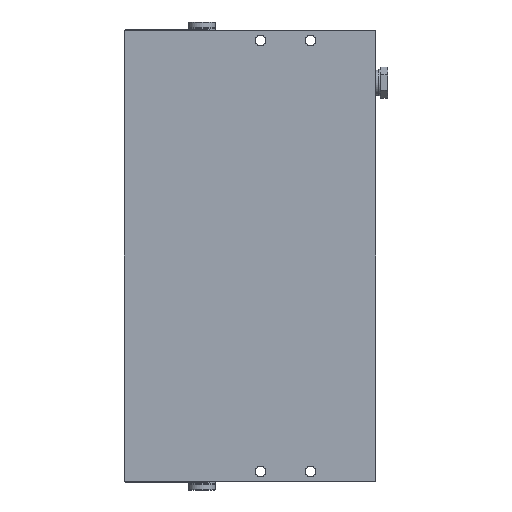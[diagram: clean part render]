
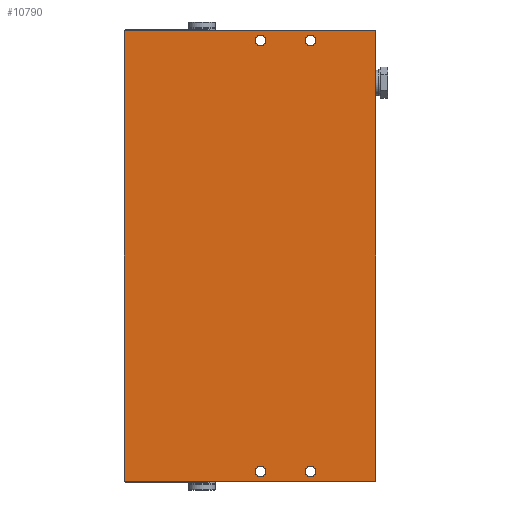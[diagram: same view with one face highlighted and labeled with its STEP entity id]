
A CAD part, front view. The second image highlights one B-rep face of the part: STEP entity #10790.
In plain terms, the highlighted planar face has unit normal (0, -1, 0).
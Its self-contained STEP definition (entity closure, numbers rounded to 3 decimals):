
#749=CIRCLE('',#11842,2.75);
#750=CIRCLE('',#11843,2.75);
#751=CIRCLE('',#11844,2.75);
#752=CIRCLE('',#11845,2.75);
#1588=ORIENTED_EDGE('',*,*,#4333,.T.);
#1589=ORIENTED_EDGE('',*,*,#4334,.T.);
#1590=ORIENTED_EDGE('',*,*,#4335,.T.);
#1591=ORIENTED_EDGE('',*,*,#4336,.T.);
#1592=ORIENTED_EDGE('',*,*,#4337,.T.);
#1593=ORIENTED_EDGE('',*,*,#4338,.F.);
#1594=ORIENTED_EDGE('',*,*,#4236,.F.);
#1595=ORIENTED_EDGE('',*,*,#3885,.T.);
#3885=EDGE_CURVE('',#5260,#5259,#6357,.T.);
#4236=EDGE_CURVE('',#5260,#5609,#6520,.T.);
#4333=EDGE_CURVE('',#5705,#5705,#749,.T.);
#4334=EDGE_CURVE('',#5706,#5706,#750,.T.);
#4335=EDGE_CURVE('',#5707,#5707,#751,.T.);
#4336=EDGE_CURVE('',#5708,#5708,#752,.T.);
#4337=EDGE_CURVE('',#5259,#5709,#6562,.T.);
#4338=EDGE_CURVE('',#5609,#5709,#6563,.T.);
#5259=VERTEX_POINT('',#16506);
#5260=VERTEX_POINT('',#16508);
#5609=VERTEX_POINT('',#17210);
#5705=VERTEX_POINT('',#17407);
#5706=VERTEX_POINT('',#17409);
#5707=VERTEX_POINT('',#17411);
#5708=VERTEX_POINT('',#17413);
#5709=VERTEX_POINT('',#17415);
#6357=LINE('',#16507,#7053);
#6520=LINE('',#17209,#7216);
#6562=LINE('',#17414,#7258);
#6563=LINE('',#17416,#7259);
#7053=VECTOR('',#13001,1000.);
#7216=VECTOR('',#13544,1000.);
#7258=VECTOR('',#13712,1000.);
#7259=VECTOR('',#13713,1000.);
#7955=EDGE_LOOP('',(#1588));
#7956=EDGE_LOOP('',(#1589));
#7957=EDGE_LOOP('',(#1590));
#7958=EDGE_LOOP('',(#1591));
#7959=EDGE_LOOP('',(#1592,#1593,#1594,#1595));
#9273=FACE_BOUND('',#7955,.T.);
#9274=FACE_BOUND('',#7956,.T.);
#9275=FACE_BOUND('',#7957,.T.);
#9276=FACE_BOUND('',#7958,.T.);
#9277=FACE_BOUND('',#7959,.T.);
#10414=PLANE('',#11841);
#10790=ADVANCED_FACE('',(#9273,#9274,#9275,#9276,#9277),#10414,.F.);
#11841=AXIS2_PLACEMENT_3D('',#17405,#13702,#13703);
#11842=AXIS2_PLACEMENT_3D('',#17406,#13704,#13705);
#11843=AXIS2_PLACEMENT_3D('',#17408,#13706,#13707);
#11844=AXIS2_PLACEMENT_3D('',#17410,#13708,#13709);
#11845=AXIS2_PLACEMENT_3D('',#17412,#13710,#13711);
#13001=DIRECTION('',(0.,0.,-1.));
#13544=DIRECTION('',(1.,0.,0.));
#13702=DIRECTION('',(0.,1.,0.));
#13703=DIRECTION('',(0.,0.,1.));
#13704=DIRECTION('',(0.,1.,0.));
#13705=DIRECTION('',(0.,0.,1.));
#13706=DIRECTION('',(0.,1.,0.));
#13707=DIRECTION('',(0.,0.,1.));
#13708=DIRECTION('',(0.,1.,0.));
#13709=DIRECTION('',(0.,0.,1.));
#13710=DIRECTION('',(0.,1.,0.));
#13711=DIRECTION('',(0.,0.,1.));
#13712=DIRECTION('',(1.,0.,0.));
#13713=DIRECTION('',(0.,0.,-1.));
#16506=CARTESIAN_POINT('',(0.,-42.5,0.));
#16507=CARTESIAN_POINT('',(0.,-42.5,234.5));
#16508=CARTESIAN_POINT('',(0.,-42.5,234.5));
#17209=CARTESIAN_POINT('',(0.,-42.5,234.5));
#17210=CARTESIAN_POINT('',(131.,-42.5,234.5));
#17405=CARTESIAN_POINT('',(0.,-42.5,234.5));
#17406=CARTESIAN_POINT('',(60.,-42.5,5.));
#17407=CARTESIAN_POINT('',(60.,-42.5,7.75));
#17408=CARTESIAN_POINT('',(34.,-42.5,229.5));
#17409=CARTESIAN_POINT('',(34.,-42.5,232.25));
#17410=CARTESIAN_POINT('',(60.,-42.5,229.5));
#17411=CARTESIAN_POINT('',(60.,-42.5,232.25));
#17412=CARTESIAN_POINT('',(34.,-42.5,5.));
#17413=CARTESIAN_POINT('',(34.,-42.5,7.75));
#17414=CARTESIAN_POINT('',(0.,-42.5,0.));
#17415=CARTESIAN_POINT('',(131.,-42.5,0.));
#17416=CARTESIAN_POINT('',(131.,-42.5,234.5));
